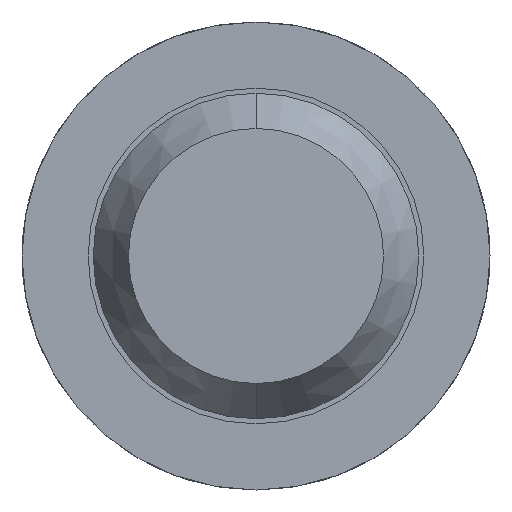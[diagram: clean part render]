
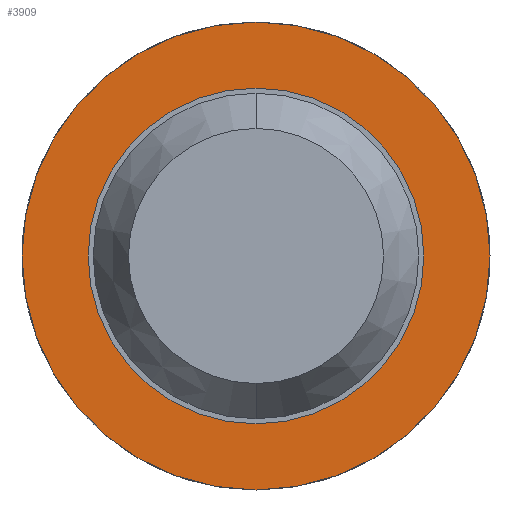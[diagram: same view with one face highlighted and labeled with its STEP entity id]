
A CAD part, front view. The second image highlights one B-rep face of the part: STEP entity #3909.
In plain terms, the highlighted planar face has unit normal (0, -1, 0).
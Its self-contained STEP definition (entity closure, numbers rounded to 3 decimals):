
#15 = ORIENTED_EDGE ( 'NONE', *, *, #3701, .T. ) ;
#37 = DIRECTION ( 'NONE',  ( 0., 1., 0. ) ) ;
#215 = VERTEX_POINT ( 'NONE', #2978 ) ;
#252 = CIRCLE ( 'NONE', #3103, 1.15 ) ;
#304 = EDGE_CURVE ( 'NONE', #2575, #2934, #1182, .T. ) ;
#356 = AXIS2_PLACEMENT_3D ( 'NONE', #492, #2413, #3046 ) ;
#492 = CARTESIAN_POINT ( 'NONE',  ( 0., -1.7, 0. ) ) ;
#1182 = CIRCLE ( 'NONE', #356, 0.825 ) ;
#1401 = AXIS2_PLACEMENT_3D ( 'NONE', #1924, #37, #2527 ) ;
#1520 = CARTESIAN_POINT ( 'NONE',  ( 0., -1.7, 0. ) ) ;
#1640 = CARTESIAN_POINT ( 'NONE',  ( 0.825, -1.7, 0. ) ) ;
#1710 = CARTESIAN_POINT ( 'NONE',  ( 0., -1.7, 0.825 ) ) ;
#1724 = CARTESIAN_POINT ( 'NONE',  ( 0., -1.7, 0. ) ) ;
#1756 = DIRECTION ( 'NONE',  ( 0., 0., 1. ) ) ;
#1787 = ORIENTED_EDGE ( 'NONE', *, *, #2813, .F. ) ;
#1924 = CARTESIAN_POINT ( 'NONE',  ( 0., -1.7, 0. ) ) ;
#2007 = PLANE ( 'NONE',  #2245 ) ;
#2162 = ORIENTED_EDGE ( 'NONE', *, *, #2546, .F. ) ;
#2245 = AXIS2_PLACEMENT_3D ( 'NONE', #1640, #3879, #2600 ) ;
#2413 = DIRECTION ( 'NONE',  ( 0., 1., 0. ) ) ;
#2418 = VERTEX_POINT ( 'NONE', #2597 ) ;
#2527 = DIRECTION ( 'NONE',  ( 0., 0., 1. ) ) ;
#2546 = EDGE_CURVE ( 'NONE', #2418, #215, #252, .T. ) ;
#2575 = VERTEX_POINT ( 'NONE', #1710 ) ;
#2597 = CARTESIAN_POINT ( 'NONE',  ( 0., -1.7, -1.15 ) ) ;
#2600 = DIRECTION ( 'NONE',  ( 0., 0., 1. ) ) ;
#2607 = CARTESIAN_POINT ( 'NONE',  ( 0., -1.7, -0.825 ) ) ;
#2813 = EDGE_CURVE ( 'NONE', #215, #2418, #2869, .T. ) ;
#2869 = CIRCLE ( 'NONE', #1401, 1.15 ) ;
#2934 = VERTEX_POINT ( 'NONE', #2607 ) ;
#2978 = CARTESIAN_POINT ( 'NONE',  ( 0., -1.7, 1.15 ) ) ;
#2992 = DIRECTION ( 'NONE',  ( 0., 1., 0. ) ) ;
#3046 = DIRECTION ( 'NONE',  ( 0., 0., 1. ) ) ;
#3103 = AXIS2_PLACEMENT_3D ( 'NONE', #1724, #2992, #1756 ) ;
#3131 = DIRECTION ( 'NONE',  ( 0., 0., 1. ) ) ;
#3315 = CIRCLE ( 'NONE', #3891, 0.825 ) ;
#3365 = FACE_BOUND ( 'NONE', #3913, .T. ) ;
#3622 = FACE_OUTER_BOUND ( 'NONE', #4118, .T. ) ;
#3701 = EDGE_CURVE ( 'NONE', #2934, #2575, #3315, .T. ) ;
#3742 = DIRECTION ( 'NONE',  ( 0., 1., 0. ) ) ;
#3863 = ORIENTED_EDGE ( 'NONE', *, *, #304, .T. ) ;
#3879 = DIRECTION ( 'NONE',  ( 0., 1., 0. ) ) ;
#3891 = AXIS2_PLACEMENT_3D ( 'NONE', #1520, #3742, #3131 ) ;
#3909 = ADVANCED_FACE ( 'NONE', ( #3622, #3365 ), #2007, .F. ) ;
#3913 = EDGE_LOOP ( 'NONE', ( #3863, #15 ) ) ;
#4118 = EDGE_LOOP ( 'NONE', ( #1787, #2162 ) ) ;
